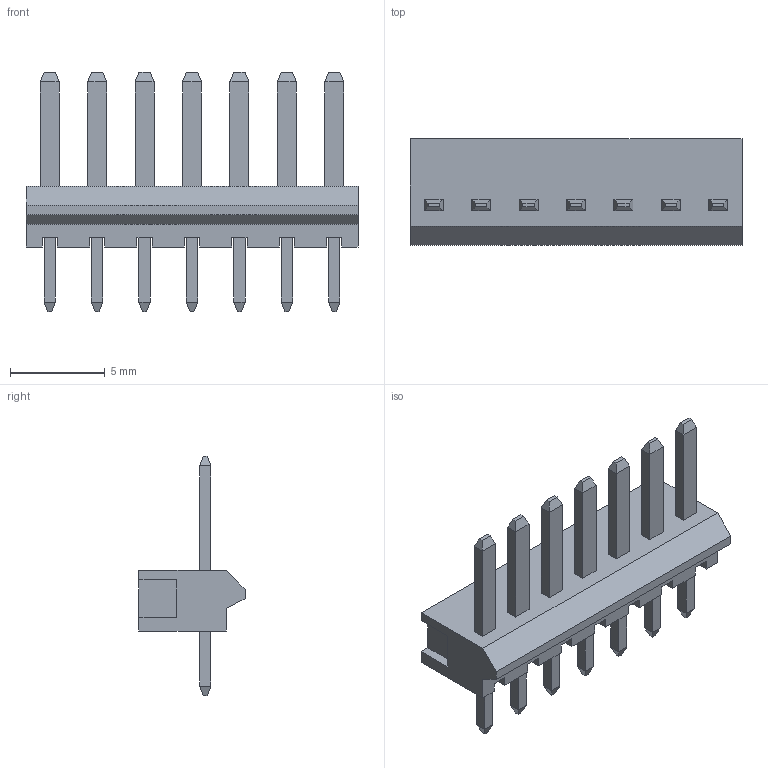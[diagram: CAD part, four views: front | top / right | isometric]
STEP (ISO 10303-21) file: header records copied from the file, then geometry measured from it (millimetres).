
FILE_DESCRIPTION(('FreeCAD Model'),'2;1');
FILE_NAME('Open CASCADE Shape Model','2021-07-29T09:52:42',( 'kicad StepUp'),('ksu MCAD'),'Open CASCADE STEP processor 7.4', 'FreeCAD','Unknown');
FILE_SCHEMA(('AUTOMOTIVE_DESIGN { 1 0 10303 214 1 1 1 1 }'));
Length unit declared in the file: millimetre
Products named in the file (1): JST_NH_B7P-SHF-1AA_1x07_P2.50mm_Vertical.copy
Bounding box: 17.5 x 5.6 x 12.6 mm (x, y, z)
Volume: 272 mm3; surface area: 628.8 mm2
Topology: 15 solids, 15 shells, 215 faces, 481 edges, 302 vertices
Faces by surface type: plane 159, bspline 56
Entity records: 13183 total; most frequent: CARTESIAN_POINT 2593, DIRECTION 1299, LINE 979, VECTOR 979, ORIENTED_EDGE 962, PCURVE 962, DEFINITIONAL_REPRESENTATION 962, EDGE_CURVE 481
